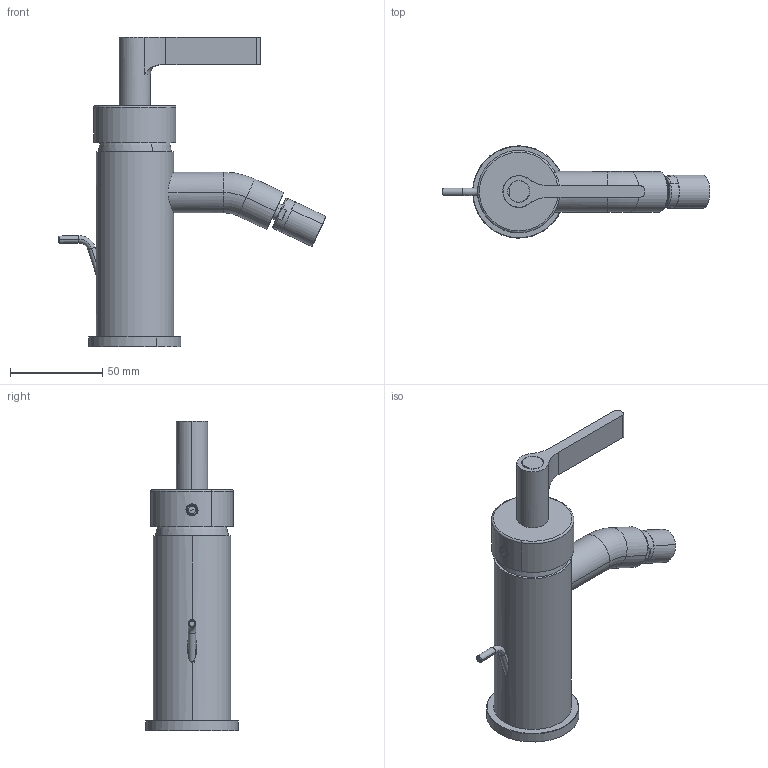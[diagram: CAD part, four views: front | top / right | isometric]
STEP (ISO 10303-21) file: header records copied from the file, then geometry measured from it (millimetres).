
FILE_DESCRIPTION(('CATIA V5 STEP Exchange','CAx-IF Rec.Pracs.--- Model Styling and Organization---1.5--- 2016-08-15','CAx-IF Rec.Pracs.---Supplemental Geometry---1.0---2011-11-01','CAx-IF Rec.Pracs.--- Composite Materials ---3.4---2017-06-13','CAx-IF Rec.Pracs.---Tessellated 3D Geometry---1.0---2015-12-17'),'2;1');
FILE_NAME('GC000550.stp','2022-09-19T07:57:23+00:00',('none'),('none'),'CATIA Version 5-6 Release 2020 SP2','CATIA V5 STEP AP242 v2','none');
FILE_SCHEMA(('AP242_MANAGED_MODEL_BASED_3D_ENGINEERING_MIM_LF {1 0 10303 442 1 1 4}'));
Length unit declared in the file: millimetre
Products named in the file (1): Product1_AllCATPart
Bounding box: 145 x 49.99 x 167.55 mm (x, y, z)
Volume: 182901.6 mm3; surface area: 50915.3 mm2
Topology: 4 solids, 8 shells, 735 faces, 1940 edges, 1255 vertices
Faces by surface type: plane 304, cylinder 227, cone 91, extrusion 52, torus 39, revolution 8, bspline 8, sphere 6
Entity records: 22425 total; most frequent: CARTESIAN_POINT 6400, ORIENTED_EDGE 3872, DIRECTION 2272, EDGE_CURVE 1936, VERTEX_POINT 1255, AXIS2_PLACEMENT_3D 1077, VECTOR 811, EDGE_LOOP 787
